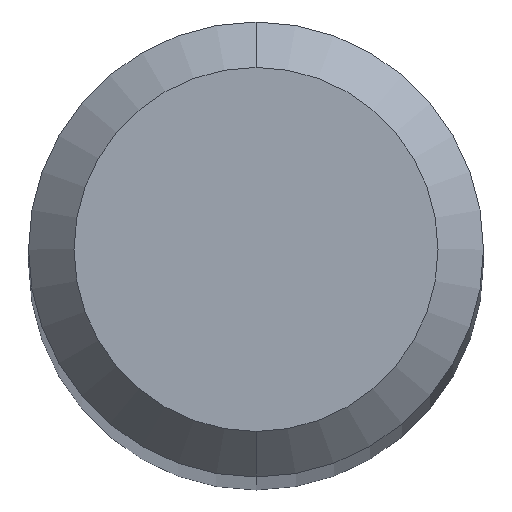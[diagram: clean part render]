
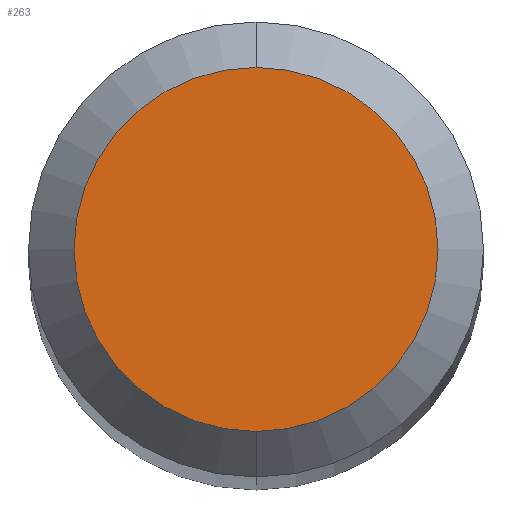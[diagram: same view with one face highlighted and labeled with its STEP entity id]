
A CAD part, top view. The second image highlights one B-rep face of the part: STEP entity #263.
In plain terms, the highlighted planar face has unit normal (0, 0, 1).
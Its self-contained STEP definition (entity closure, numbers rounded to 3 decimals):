
#179=EDGE_CURVE('',#393,#457,#487,.T.);
#263=ADVANCED_FACE('',(#580),#581,.T.);
#393=VERTEX_POINT('',#720);
#457=VERTEX_POINT('',#793);
#463=EDGE_CURVE('',#457,#393,#800,.T.);
#487=CIRCLE('',#817,1.2);
#580=FACE_OUTER_BOUND('',#986,.T.);
#581=PLANE('',#987);
#720=CARTESIAN_POINT('',(0.,-1.2,0.0));
#793=CARTESIAN_POINT('',(0.0,1.2,0.0));
#800=CIRCLE('',#1443,1.2);
#817=AXIS2_PLACEMENT_3D('',#1453,#1454,#1455);
#986=EDGE_LOOP('',(#1559,#1560));
#987=AXIS2_PLACEMENT_3D('',#1561,#1562,#1563);
#1443=AXIS2_PLACEMENT_3D('',#1802,#1803,#1804);
#1453=CARTESIAN_POINT('',(0.0,0.0,0.0));
#1454=DIRECTION('',(0.0,0.0,-1.0));
#1455=DIRECTION('',(0.0,1.0,0.0));
#1559=ORIENTED_EDGE('',*,*,#463,.F.);
#1560=ORIENTED_EDGE('',*,*,#179,.F.);
#1561=CARTESIAN_POINT('',(0.0,0.6,0.0));
#1562=DIRECTION('',(-0.0,0.0,1.0));
#1563=DIRECTION('',(0.0,-1.0,0.0));
#1802=CARTESIAN_POINT('',(0.0,0.0,0.0));
#1803=DIRECTION('',(0.0,0.0,-1.0));
#1804=DIRECTION('',(0.0,1.0,0.0));
